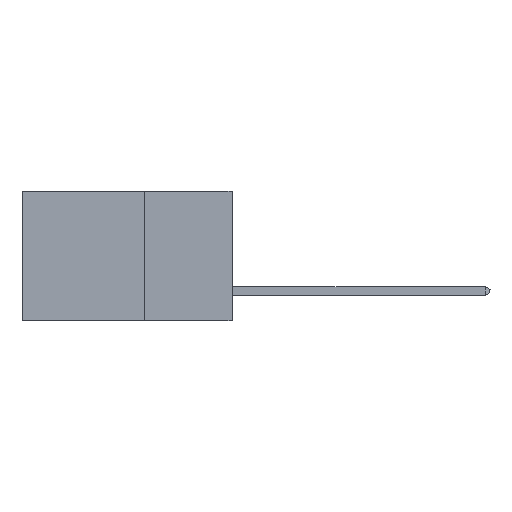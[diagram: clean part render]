
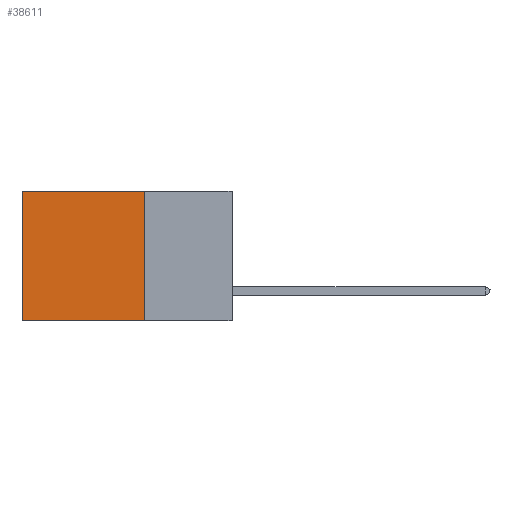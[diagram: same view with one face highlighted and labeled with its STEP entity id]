
A CAD part, left-side view. The second image highlights one B-rep face of the part: STEP entity #38611.
In plain terms, the highlighted planar face has unit normal (-1, 0, 0).
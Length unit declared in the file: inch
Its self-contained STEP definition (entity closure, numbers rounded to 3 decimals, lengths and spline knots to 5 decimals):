
#455 = VERTEX_POINT ( 'NONE', #15387 ) ;
#497 = VERTEX_POINT ( 'NONE', #11764 ) ;
#1395 = CARTESIAN_POINT ( 'NONE',  ( 0.2875, 0.25, 0. ) ) ;
#2749 = ORIENTED_EDGE ( 'NONE', *, *, #29296, .F. ) ;
#3882 = VERTEX_POINT ( 'NONE', #21583 ) ;
#9269 = CARTESIAN_POINT ( 'NONE',  ( 0.2875, 0.25, -0.37 ) ) ;
#11207 = LINE ( 'NONE', #9269, #35746 ) ;
#11571 = EDGE_LOOP ( 'NONE', ( #34425, #28495, #2749, #18676 ) ) ;
#11764 = CARTESIAN_POINT ( 'NONE',  ( 0.2875, 0.6, 0. ) ) ;
#11875 = CARTESIAN_POINT ( 'NONE',  ( 0.2875, 0.25, 0. ) ) ;
#15353 = VECTOR ( 'NONE', #30005, 39.37008 ) ;
#15387 = CARTESIAN_POINT ( 'NONE',  ( 0.2875, 0.25, -0.37 ) ) ;
#16236 = DIRECTION ( 'NONE',  ( 0., 0., -1. ) ) ;
#16389 = DIRECTION ( 'NONE',  ( 1., 0., 0. ) ) ;
#18676 = ORIENTED_EDGE ( 'NONE', *, *, #38561, .T. ) ;
#19148 = EDGE_CURVE ( 'NONE', #455, #3882, #11207, .T. ) ;
#21576 = EDGE_CURVE ( 'NONE', #497, #3882, #36994, .T. ) ;
#21583 = CARTESIAN_POINT ( 'NONE',  ( 0.2875, 0.6, -0.37 ) ) ;
#22672 = CARTESIAN_POINT ( 'NONE',  ( 0.2875, 0.25, 0. ) ) ;
#23230 = CARTESIAN_POINT ( 'NONE',  ( 0.2875, 0.6, 0. ) ) ;
#25001 = VECTOR ( 'NONE', #33565, 39.37008 ) ;
#25499 = PLANE ( 'NONE',  #29650 ) ;
#25548 = VERTEX_POINT ( 'NONE', #11875 ) ;
#28495 = ORIENTED_EDGE ( 'NONE', *, *, #19148, .F. ) ;
#29146 = FACE_OUTER_BOUND ( 'NONE', #11571, .T. ) ;
#29296 = EDGE_CURVE ( 'NONE', #25548, #455, #38852, .T. ) ;
#29650 = AXIS2_PLACEMENT_3D ( 'NONE', #32355, #16389, #16236 ) ;
#30005 = DIRECTION ( 'NONE',  ( 0., 0., -1. ) ) ;
#31652 = DIRECTION ( 'NONE',  ( 0., 1., 0. ) ) ;
#32355 = CARTESIAN_POINT ( 'NONE',  ( 0.2875, 0.25, 0. ) ) ;
#32492 = DIRECTION ( 'NONE',  ( 0., 1., 0. ) ) ;
#33565 = DIRECTION ( 'NONE',  ( 0., 0., -1. ) ) ;
#34425 = ORIENTED_EDGE ( 'NONE', *, *, #21576, .T. ) ;
#35746 = VECTOR ( 'NONE', #31652, 39.37008 ) ;
#36103 = VECTOR ( 'NONE', #32492, 39.37008 ) ;
#36626 = LINE ( 'NONE', #22672, #36103 ) ;
#36994 = LINE ( 'NONE', #23230, #25001 ) ;
#38561 = EDGE_CURVE ( 'NONE', #25548, #497, #36626, .T. ) ;
#38611 = ADVANCED_FACE ( 'NONE', ( #29146 ), #25499, .F. ) ;
#38852 = LINE ( 'NONE', #1395, #15353 ) ;
